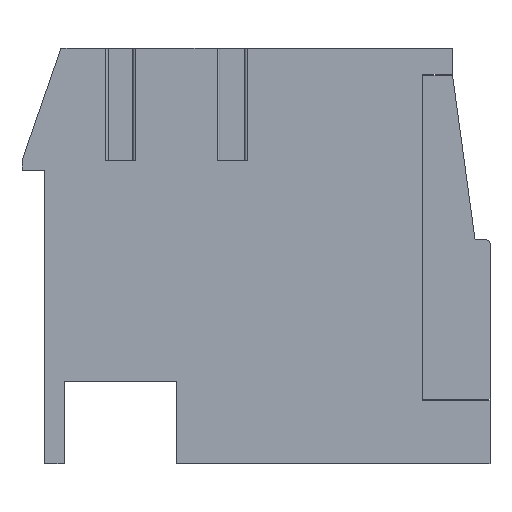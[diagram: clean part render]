
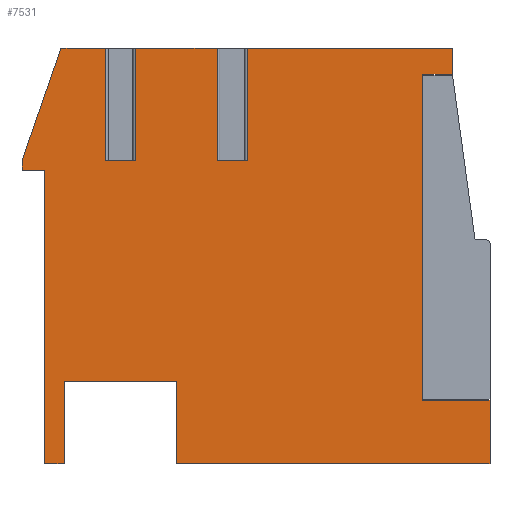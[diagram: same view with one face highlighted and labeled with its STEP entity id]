
A CAD part, left-side view. The second image highlights one B-rep face of the part: STEP entity #7531.
In plain terms, the highlighted planar face has unit normal (-1, 0, 0).
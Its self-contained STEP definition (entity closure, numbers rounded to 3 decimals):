
#671=ORIENTED_EDGE('',*,*,#2898,.T.);
#672=ORIENTED_EDGE('',*,*,#2899,.T.);
#673=ORIENTED_EDGE('',*,*,#2803,.F.);
#674=ORIENTED_EDGE('',*,*,#2900,.F.);
#675=ORIENTED_EDGE('',*,*,#2901,.T.);
#676=ORIENTED_EDGE('',*,*,#2902,.T.);
#677=ORIENTED_EDGE('',*,*,#2828,.F.);
#678=ORIENTED_EDGE('',*,*,#2903,.T.);
#679=ORIENTED_EDGE('',*,*,#2896,.F.);
#680=ORIENTED_EDGE('',*,*,#2894,.F.);
#681=ORIENTED_EDGE('',*,*,#2892,.F.);
#682=ORIENTED_EDGE('',*,*,#2890,.F.);
#683=ORIENTED_EDGE('',*,*,#2888,.F.);
#684=ORIENTED_EDGE('',*,*,#2886,.F.);
#685=ORIENTED_EDGE('',*,*,#2882,.F.);
#686=ORIENTED_EDGE('',*,*,#2880,.F.);
#687=ORIENTED_EDGE('',*,*,#2867,.F.);
#688=ORIENTED_EDGE('',*,*,#2904,.F.);
#689=ORIENTED_EDGE('',*,*,#2865,.F.);
#690=ORIENTED_EDGE('',*,*,#2905,.F.);
#691=ORIENTED_EDGE('',*,*,#2906,.F.);
#692=ORIENTED_EDGE('',*,*,#2811,.F.);
#693=ORIENTED_EDGE('',*,*,#2907,.F.);
#2803=EDGE_CURVE('',#3930,#3931,#4669,.T.);
#2811=EDGE_CURVE('',#3938,#3939,#4673,.T.);
#2828=EDGE_CURVE('',#3952,#3953,#4682,.T.);
#2865=EDGE_CURVE('',#3989,#3987,#4709,.T.);
#2867=EDGE_CURVE('',#3990,#3991,#4711,.T.);
#2880=EDGE_CURVE('',#3991,#4000,#4724,.T.);
#2882=EDGE_CURVE('',#4000,#4001,#4726,.T.);
#2886=EDGE_CURVE('',#4001,#4004,#4728,.T.);
#2888=EDGE_CURVE('',#4004,#4005,#4730,.T.);
#2890=EDGE_CURVE('',#4005,#4006,#4732,.T.);
#2892=EDGE_CURVE('',#4006,#4007,#4734,.T.);
#2894=EDGE_CURVE('',#4007,#4008,#4736,.T.);
#2896=EDGE_CURVE('',#4008,#4009,#4738,.T.);
#2898=EDGE_CURVE('',#4010,#4011,#4740,.T.);
#2899=EDGE_CURVE('',#4011,#3931,#4741,.T.);
#2900=EDGE_CURVE('',#4012,#3930,#4742,.T.);
#2901=EDGE_CURVE('',#4012,#4013,#4743,.T.);
#2902=EDGE_CURVE('',#4013,#3953,#4744,.T.);
#2903=EDGE_CURVE('',#3952,#4009,#4745,.F.);
#2904=EDGE_CURVE('',#3987,#3990,#4746,.T.);
#2905=EDGE_CURVE('',#4014,#3989,#4747,.T.);
#2906=EDGE_CURVE('',#3939,#4014,#4748,.T.);
#2907=EDGE_CURVE('',#4010,#3938,#4749,.T.);
#3930=VERTEX_POINT('',#11106);
#3931=VERTEX_POINT('',#11107);
#3938=VERTEX_POINT('',#11121);
#3939=VERTEX_POINT('',#11123);
#3952=VERTEX_POINT('',#11152);
#3953=VERTEX_POINT('',#11154);
#3987=VERTEX_POINT('',#11227);
#3989=VERTEX_POINT('',#11231);
#3990=VERTEX_POINT('',#11235);
#3991=VERTEX_POINT('',#11237);
#4000=VERTEX_POINT('',#11260);
#4001=VERTEX_POINT('',#11264);
#4004=VERTEX_POINT('',#11272);
#4005=VERTEX_POINT('',#11276);
#4006=VERTEX_POINT('',#11280);
#4007=VERTEX_POINT('',#11284);
#4008=VERTEX_POINT('',#11288);
#4009=VERTEX_POINT('',#11292);
#4010=VERTEX_POINT('',#11296);
#4011=VERTEX_POINT('',#11297);
#4012=VERTEX_POINT('',#11300);
#4013=VERTEX_POINT('',#11302);
#4014=VERTEX_POINT('',#11307);
#4669=LINE('',#11105,#5495);
#4673=LINE('',#11122,#5499);
#4682=LINE('',#11153,#5508);
#4709=LINE('',#11232,#5535);
#4711=LINE('',#11236,#5537);
#4724=LINE('',#11259,#5550);
#4726=LINE('',#11263,#5552);
#4728=LINE('',#11271,#5554);
#4730=LINE('',#11275,#5556);
#4732=LINE('',#11279,#5558);
#4734=LINE('',#11283,#5560);
#4736=LINE('',#11287,#5562);
#4738=LINE('',#11291,#5564);
#4740=LINE('',#11295,#5566);
#4741=LINE('',#11298,#5567);
#4742=LINE('',#11299,#5568);
#4743=LINE('',#11301,#5569);
#4744=LINE('',#11303,#5570);
#4745=LINE('',#11304,#5571);
#4746=LINE('',#11305,#5572);
#4747=LINE('',#11306,#5573);
#4748=LINE('',#11308,#5574);
#4749=LINE('',#11309,#5575);
#5495=VECTOR('',#8846,1000.);
#5499=VECTOR('',#8858,1000.);
#5508=VECTOR('',#8883,1000.);
#5535=VECTOR('',#8940,1000.);
#5537=VECTOR('',#8944,1000.);
#5550=VECTOR('',#8959,1000.);
#5552=VECTOR('',#8963,1000.);
#5554=VECTOR('',#8971,1000.);
#5556=VECTOR('',#8975,1000.);
#5558=VECTOR('',#8979,1000.);
#5560=VECTOR('',#8983,1000.);
#5562=VECTOR('',#8987,1000.);
#5564=VECTOR('',#8991,1000.);
#5566=VECTOR('',#8995,1000.);
#5567=VECTOR('',#8996,1000.);
#5568=VECTOR('',#8997,1000.);
#5569=VECTOR('',#8998,1000.);
#5570=VECTOR('',#8999,1000.);
#5571=VECTOR('',#9000,1000.);
#5572=VECTOR('',#9001,1000.);
#5573=VECTOR('',#9002,1000.);
#5574=VECTOR('',#9003,1000.);
#5575=VECTOR('',#9004,1000.);
#6320=EDGE_LOOP('',(#671,#672,#673,#674,#675,#676,#677,#678,#679,#680,#681,
#682,#683,#684,#685,#686,#687,#688,#689,#690,#691,#692,#693));
#6796=FACE_BOUND('',#6320,.T.);
#7255=PLANE('',#8134);
#7531=ADVANCED_FACE('',(#6796),#7255,.F.);
#8134=AXIS2_PLACEMENT_3D('',#11294,#8993,#8994);
#8846=DIRECTION('',(0.,-1.,0.));
#8858=DIRECTION('',(0.,-1.,0.));
#8883=DIRECTION('',(0.,-1.,0.));
#8940=DIRECTION('',(0.,0.,-1.));
#8944=DIRECTION('',(0.,0.,-1.));
#8959=DIRECTION('',(0.,1.,0.));
#8963=DIRECTION('',(0.,0.,1.));
#8971=DIRECTION('',(0.,1.,0.));
#8975=DIRECTION('',(0.,0.,-1.));
#8979=DIRECTION('',(0.,1.,0.));
#8983=DIRECTION('',(0.,0.,1.));
#8987=DIRECTION('',(0.,1.,0.));
#8991=DIRECTION('',(0.,0.,1.));
#8993=DIRECTION('',(1.,0.,0.));
#8994=DIRECTION('',(0.,0.,-1.));
#8995=DIRECTION('',(0.,1.,0.));
#8996=DIRECTION('',(0.,0.,1.));
#8997=DIRECTION('',(0.,0.,1.));
#8998=DIRECTION('',(0.,1.,0.));
#8999=DIRECTION('',(0.,0.,1.));
#9000=DIRECTION('',(0.,-0.328,0.945));
#9001=DIRECTION('',(0.,-1.,0.));
#9002=DIRECTION('',(0.,1.,0.));
#9003=DIRECTION('',(0.,0.,-1.));
#9004=DIRECTION('',(0.,0.,1.));
#11105=CARTESIAN_POINT('',(-3.81,6.25,5.55));
#11106=CARTESIAN_POINT('',(-3.81,3.218,5.55));
#11107=CARTESIAN_POINT('',(-3.81,1.037,5.55));
#11121=CARTESIAN_POINT('',(-3.81,0.234,5.55));
#11122=CARTESIAN_POINT('',(-3.81,6.25,5.55));
#11123=CARTESIAN_POINT('',(-3.81,-5.25,5.55));
#11152=CARTESIAN_POINT('',(-3.81,5.21,5.55));
#11153=CARTESIAN_POINT('',(-3.81,6.25,5.55));
#11154=CARTESIAN_POINT('',(-3.81,4.022,5.55));
#11227=CARTESIAN_POINT('',(-3.81,-4.45,-3.85));
#11231=CARTESIAN_POINT('',(-3.81,-4.45,4.85));
#11232=CARTESIAN_POINT('',(-3.81,-4.45,4.85));
#11235=CARTESIAN_POINT('',(-3.81,-6.25,-3.85));
#11236=CARTESIAN_POINT('',(-3.81,-6.25,5.55));
#11237=CARTESIAN_POINT('',(-3.81,-6.25,-5.55));
#11259=CARTESIAN_POINT('',(-3.81,-6.25,-5.55));
#11260=CARTESIAN_POINT('',(-3.81,2.12,-5.55));
#11263=CARTESIAN_POINT('',(-3.81,2.12,-3.35));
#11264=CARTESIAN_POINT('',(-3.81,2.12,-3.35));
#11271=CARTESIAN_POINT('',(-3.81,5.12,-3.35));
#11272=CARTESIAN_POINT('',(-3.81,5.12,-3.35));
#11275=CARTESIAN_POINT('',(-3.81,5.12,-5.55));
#11276=CARTESIAN_POINT('',(-3.81,5.12,-5.55));
#11279=CARTESIAN_POINT('',(-3.81,5.12,-5.55));
#11280=CARTESIAN_POINT('',(-3.81,5.65,-5.55));
#11283=CARTESIAN_POINT('',(-3.81,5.65,-5.55));
#11284=CARTESIAN_POINT('',(-3.81,5.65,2.29));
#11287=CARTESIAN_POINT('',(-3.81,5.65,2.29));
#11288=CARTESIAN_POINT('',(-3.81,6.25,2.29));
#11291=CARTESIAN_POINT('',(-3.81,6.25,2.29));
#11292=CARTESIAN_POINT('',(-3.81,6.25,2.55));
#11294=CARTESIAN_POINT('',(-3.81,0.,0.));
#11295=CARTESIAN_POINT('',(-3.81,0.234,2.55));
#11296=CARTESIAN_POINT('',(-3.81,0.234,2.55));
#11297=CARTESIAN_POINT('',(-3.81,1.037,2.55));
#11298=CARTESIAN_POINT('',(-3.81,1.037,2.55));
#11299=CARTESIAN_POINT('',(-3.81,3.218,2.55));
#11300=CARTESIAN_POINT('',(-3.81,3.218,2.55));
#11301=CARTESIAN_POINT('',(-3.81,3.218,2.55));
#11302=CARTESIAN_POINT('',(-3.81,4.022,2.55));
#11303=CARTESIAN_POINT('',(-3.81,4.022,2.55));
#11304=CARTESIAN_POINT('',(-3.81,5.21,5.55));
#11305=CARTESIAN_POINT('',(-3.81,-4.45,-3.85));
#11306=CARTESIAN_POINT('',(-3.81,-5.25,4.85));
#11307=CARTESIAN_POINT('',(-3.81,-5.25,4.85));
#11308=CARTESIAN_POINT('',(-3.81,-5.25,5.55));
#11309=CARTESIAN_POINT('',(-3.81,0.234,2.55));
